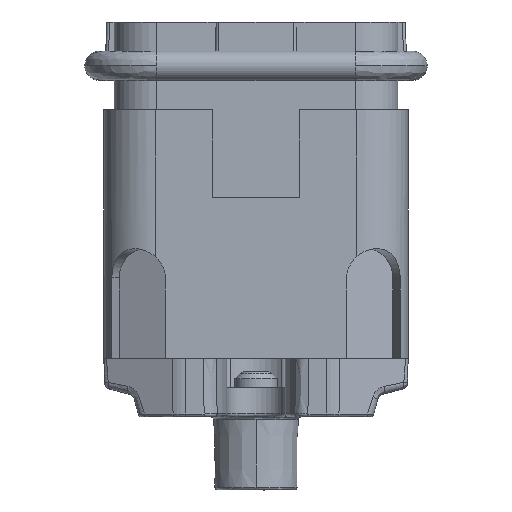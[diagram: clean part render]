
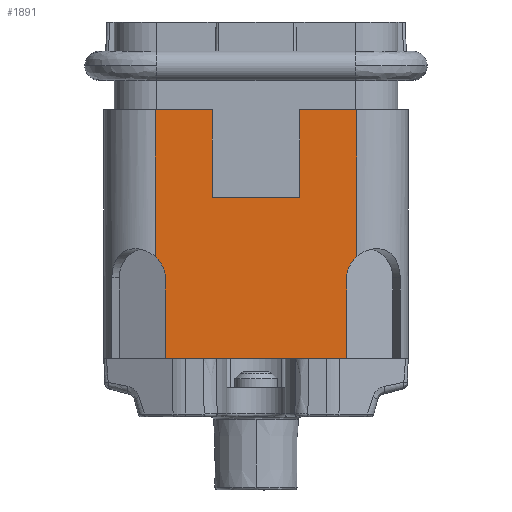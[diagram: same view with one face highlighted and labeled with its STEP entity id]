
A CAD part, front view. The second image highlights one B-rep face of the part: STEP entity #1891.
In plain terms, the highlighted planar face has unit normal (0, -1, 0).
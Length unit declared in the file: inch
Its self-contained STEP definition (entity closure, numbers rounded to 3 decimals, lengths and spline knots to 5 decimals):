
#24 = CARTESIAN_POINT ( 'NONE',  ( -0.27165, -0.40945, 0.23622 ) ) ;
#128 = LINE ( 'NONE', #3530, #8059 ) ;
#423 = AXIS2_PLACEMENT_3D ( 'NONE', #1508, #8416, #13619 ) ;
#477 = CARTESIAN_POINT ( 'NONE',  ( 0.27165, -0.40945, 0.23622 ) ) ;
#594 = VERTEX_POINT ( 'NONE', #12160 ) ;
#610 = EDGE_CURVE ( 'NONE', #13078, #3457, #2306, .T. ) ;
#793 = EDGE_CURVE ( 'NONE', #6724, #594, #12425, .T. ) ;
#1508 = CARTESIAN_POINT ( 'NONE',  ( -0.40945, -0.40945, -0.43307 ) ) ;
#1891 = ADVANCED_FACE ( 'NONE', ( #10105 ), #17009, .T. ) ;
#1938 = CARTESIAN_POINT ( 'NONE',  ( 0.24399, -0.40945, -0.43307 ) ) ;
#1966 = DIRECTION ( 'NONE',  ( 0., 0., 1. ) ) ;
#2306 =( BOUNDED_CURVE ( )  B_SPLINE_CURVE ( 3, ( #5364, #8544, #5030, #3349 ),
 .UNSPECIFIED., .F., .F. ) 
 B_SPLINE_CURVE_WITH_KNOTS ( ( 4, 4 ),
 ( 0., 0.8209 ),
 .UNSPECIFIED. ) 
 CURVE ( )  GEOMETRIC_REPRESENTATION_ITEM ( )  RATIONAL_B_SPLINE_CURVE ( ( 1., 0.945, 0.945, 1. ) ) 
 REPRESENTATION_ITEM ( '' )  );
#3018 = LINE ( 'NONE', #6404, #6112 ) ;
#3312 = EDGE_CURVE ( 'NONE', #594, #12462, #20087, .T. ) ;
#3349 = CARTESIAN_POINT ( 'NONE',  ( 0.27165, -0.40945, -0.15892 ) ) ;
#3451 = LINE ( 'NONE', #24, #16698 ) ;
#3457 = VERTEX_POINT ( 'NONE', #3638 ) ;
#3530 = CARTESIAN_POINT ( 'NONE',  ( 0.40945, -0.40945, 0. ) ) ;
#3629 = VECTOR ( 'NONE', #4909, 39.37008 ) ;
#3638 = CARTESIAN_POINT ( 'NONE',  ( 0.27165, -0.40945, -0.15892 ) ) ;
#3762 = CARTESIAN_POINT ( 'NONE',  ( -0.27165, -0.40945, 0.23622 ) ) ;
#3841 = DIRECTION ( 'NONE',  ( 0., 0., 1. ) ) ;
#4481 = CARTESIAN_POINT ( 'NONE',  ( -0.24399, -0.40945, -0.43307 ) ) ;
#4814 = DIRECTION ( 'NONE',  ( 0., 0., -1. ) ) ;
#4909 = DIRECTION ( 'NONE',  ( 0., 0., 1. ) ) ;
#4998 = VECTOR ( 'NONE', #3841, 39.37008 ) ;
#5030 = CARTESIAN_POINT ( 'NONE',  ( 0.25375, -0.40945, -0.17403 ) ) ;
#5253 = CARTESIAN_POINT ( 'NONE',  ( 0.27165, -0.40945, -0.43307 ) ) ;
#5364 = CARTESIAN_POINT ( 'NONE',  ( 0.24399, -0.40945, -0.21654 ) ) ;
#5389 = CARTESIAN_POINT ( 'NONE',  ( -0.27165, -0.40945, -0.15892 ) ) ;
#5514 = VECTOR ( 'NONE', #4814, 39.37008 ) ;
#5593 = LINE ( 'NONE', #5253, #14783 ) ;
#6112 = VECTOR ( 'NONE', #13305, 39.37008 ) ;
#6404 = CARTESIAN_POINT ( 'NONE',  ( 0.24399, -0.40945, -0.43307 ) ) ;
#6441 = EDGE_CURVE ( 'NONE', #7352, #14232, #19684, .T. ) ;
#6488 = CARTESIAN_POINT ( 'NONE',  ( -0.24399, -0.40945, -0.19436 ) ) ;
#6724 = VERTEX_POINT ( 'NONE', #5389 ) ;
#7027 = EDGE_CURVE ( 'NONE', #3457, #21352, #5593, .T. ) ;
#7045 = CARTESIAN_POINT ( 'NONE',  ( -0.11811, -0.40945, 0.23622 ) ) ;
#7112 = ORIENTED_EDGE ( 'NONE', *, *, #610, .T. ) ;
#7352 = VERTEX_POINT ( 'NONE', #13585 ) ;
#7762 = DIRECTION ( 'NONE',  ( 0., 0., 1. ) ) ;
#7794 = ORIENTED_EDGE ( 'NONE', *, *, #14348, .F. ) ;
#7881 = EDGE_CURVE ( 'NONE', #14326, #13078, #3018, .T. ) ;
#7974 = ORIENTED_EDGE ( 'NONE', *, *, #13118, .F. ) ;
#8059 = VECTOR ( 'NONE', #8852, 39.37008 ) ;
#8416 = DIRECTION ( 'NONE',  ( 0., -1., 0. ) ) ;
#8544 = CARTESIAN_POINT ( 'NONE',  ( 0.24399, -0.40945, -0.19436 ) ) ;
#8787 = LINE ( 'NONE', #21134, #13484 ) ;
#8852 = DIRECTION ( 'NONE',  ( 1., 0., 0. ) ) ;
#10021 = EDGE_LOOP ( 'NONE', ( #18986, #7112, #22276, #7974, #12152, #19833, #18215, #7794, #17464, #15303, #11843, #17158 ) ) ;
#10105 = FACE_OUTER_BOUND ( 'NONE', #10021, .T. ) ;
#10310 = CARTESIAN_POINT ( 'NONE',  ( -0.24399, -0.40945, -0.43307 ) ) ;
#10662 = LINE ( 'NONE', #3762, #10957 ) ;
#10732 = VERTEX_POINT ( 'NONE', #22042 ) ;
#10957 = VECTOR ( 'NONE', #18927, 39.37008 ) ;
#11198 = EDGE_CURVE ( 'NONE', #15832, #10732, #13717, .T. ) ;
#11843 = ORIENTED_EDGE ( 'NONE', *, *, #3312, .T. ) ;
#12152 = ORIENTED_EDGE ( 'NONE', *, *, #6441, .F. ) ;
#12160 = CARTESIAN_POINT ( 'NONE',  ( -0.24399, -0.40945, -0.21654 ) ) ;
#12425 =( BOUNDED_CURVE ( )  B_SPLINE_CURVE ( 3, ( #13501, #13281, #6488, #13050 ),
 .UNSPECIFIED., .F., .F. ) 
 B_SPLINE_CURVE_WITH_KNOTS ( ( 4, 4 ),
 ( 5.46229, 6.28319 ),
 .UNSPECIFIED. ) 
 CURVE ( )  GEOMETRIC_REPRESENTATION_ITEM ( )  RATIONAL_B_SPLINE_CURVE ( ( 1., 0.945, 0.945, 1. ) ) 
 REPRESENTATION_ITEM ( '' )  );
#12462 = VERTEX_POINT ( 'NONE', #10310 ) ;
#13050 = CARTESIAN_POINT ( 'NONE',  ( -0.24399, -0.40945, -0.21654 ) ) ;
#13078 = VERTEX_POINT ( 'NONE', #13725 ) ;
#13118 = EDGE_CURVE ( 'NONE', #14232, #21352, #3451, .T. ) ;
#13281 = CARTESIAN_POINT ( 'NONE',  ( -0.25375, -0.40945, -0.17403 ) ) ;
#13305 = DIRECTION ( 'NONE',  ( 0., 0., 1. ) ) ;
#13484 = VECTOR ( 'NONE', #19534, 39.37008 ) ;
#13501 = CARTESIAN_POINT ( 'NONE',  ( -0.27165, -0.40945, -0.15892 ) ) ;
#13585 = CARTESIAN_POINT ( 'NONE',  ( 0.11811, -0.40945, 0. ) ) ;
#13619 = DIRECTION ( 'NONE',  ( 0., 0., -1. ) ) ;
#13717 = LINE ( 'NONE', #7045, #3629 ) ;
#13725 = CARTESIAN_POINT ( 'NONE',  ( 0.24399, -0.40945, -0.21654 ) ) ;
#14209 = EDGE_CURVE ( 'NONE', #12462, #14326, #8787, .T. ) ;
#14232 = VERTEX_POINT ( 'NONE', #21235 ) ;
#14326 = VERTEX_POINT ( 'NONE', #1938 ) ;
#14342 = EDGE_CURVE ( 'NONE', #15832, #7352, #128, .T. ) ;
#14348 = EDGE_CURVE ( 'NONE', #17383, #10732, #10662, .T. ) ;
#14783 = VECTOR ( 'NONE', #1966, 39.37008 ) ;
#15303 = ORIENTED_EDGE ( 'NONE', *, *, #793, .T. ) ;
#15832 = VERTEX_POINT ( 'NONE', #21482 ) ;
#15876 = CARTESIAN_POINT ( 'NONE',  ( -0.27165, -0.40945, 0.23622 ) ) ;
#16698 = VECTOR ( 'NONE', #20518, 39.37008 ) ;
#17009 = PLANE ( 'NONE',  #423 ) ;
#17158 = ORIENTED_EDGE ( 'NONE', *, *, #14209, .T. ) ;
#17383 = VERTEX_POINT ( 'NONE', #15876 ) ;
#17464 = ORIENTED_EDGE ( 'NONE', *, *, #21216, .F. ) ;
#17527 = CARTESIAN_POINT ( 'NONE',  ( 0.11811, -0.40945, 0.23622 ) ) ;
#18097 = VECTOR ( 'NONE', #7762, 39.37008 ) ;
#18215 = ORIENTED_EDGE ( 'NONE', *, *, #11198, .T. ) ;
#18286 = LINE ( 'NONE', #21682, #18097 ) ;
#18927 = DIRECTION ( 'NONE',  ( 1., 0., 0. ) ) ;
#18986 = ORIENTED_EDGE ( 'NONE', *, *, #7881, .T. ) ;
#19534 = DIRECTION ( 'NONE',  ( 1., 0., 0. ) ) ;
#19684 = LINE ( 'NONE', #17527, #4998 ) ;
#19833 = ORIENTED_EDGE ( 'NONE', *, *, #14342, .F. ) ;
#20087 = LINE ( 'NONE', #4481, #5514 ) ;
#20518 = DIRECTION ( 'NONE',  ( 1., 0., 0. ) ) ;
#21134 = CARTESIAN_POINT ( 'NONE',  ( -0.40945, -0.40945, -0.43307 ) ) ;
#21216 = EDGE_CURVE ( 'NONE', #6724, #17383, #18286, .T. ) ;
#21235 = CARTESIAN_POINT ( 'NONE',  ( 0.11811, -0.40945, 0.23622 ) ) ;
#21352 = VERTEX_POINT ( 'NONE', #477 ) ;
#21482 = CARTESIAN_POINT ( 'NONE',  ( -0.11811, -0.40945, 0. ) ) ;
#21682 = CARTESIAN_POINT ( 'NONE',  ( -0.27165, -0.40945, -0.43307 ) ) ;
#22042 = CARTESIAN_POINT ( 'NONE',  ( -0.11811, -0.40945, 0.23622 ) ) ;
#22276 = ORIENTED_EDGE ( 'NONE', *, *, #7027, .T. ) ;
